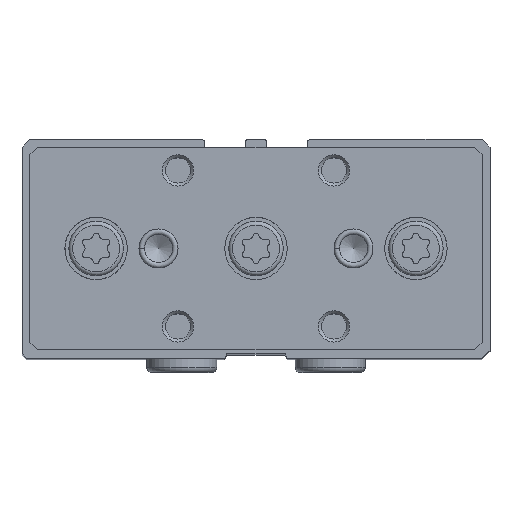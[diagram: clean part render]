
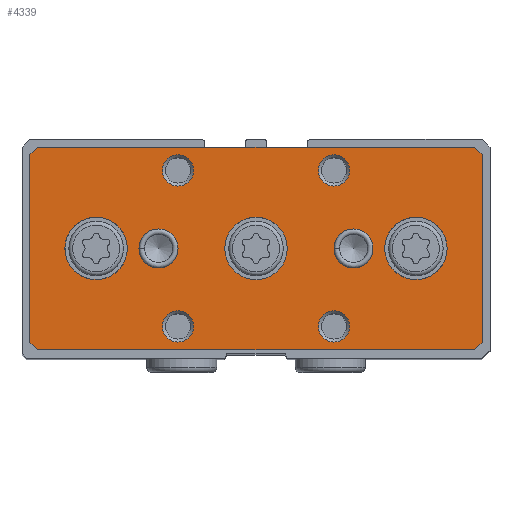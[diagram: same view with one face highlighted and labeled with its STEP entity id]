
A CAD part, top view. The second image highlights one B-rep face of the part: STEP entity #4339.
In plain terms, the highlighted face is planar.
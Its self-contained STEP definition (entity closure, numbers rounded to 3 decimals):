
#193=PLANE('',#4816);
#367=CIRCLE('',#4817,4.);
#368=CIRCLE('',#4818,4.);
#369=CIRCLE('',#4819,4.);
#370=CIRCLE('',#4820,2.5);
#371=CIRCLE('',#4821,2.5);
#372=CIRCLE('',#4822,2.);
#373=CIRCLE('',#4823,2.);
#374=CIRCLE('',#4824,2.);
#375=CIRCLE('',#4825,2.);
#663=LINE('',#7358,#905);
#664=LINE('',#7361,#906);
#665=LINE('',#7363,#907);
#666=LINE('',#7365,#908);
#667=LINE('',#7367,#909);
#668=LINE('',#7369,#910);
#669=LINE('',#7371,#911);
#670=LINE('',#7373,#912);
#905=VECTOR('',#5843,1000.);
#906=VECTOR('',#5844,1000.);
#907=VECTOR('',#5845,1000.);
#908=VECTOR('',#5846,1000.);
#909=VECTOR('',#5847,1000.);
#910=VECTOR('',#5848,1000.);
#911=VECTOR('',#5849,1000.);
#912=VECTOR('',#5850,1000.);
#1617=ORIENTED_EDGE('',*,*,#2448,.F.);
#1618=ORIENTED_EDGE('',*,*,#2449,.F.);
#1619=ORIENTED_EDGE('',*,*,#2450,.F.);
#1620=ORIENTED_EDGE('',*,*,#2451,.F.);
#1621=ORIENTED_EDGE('',*,*,#2452,.F.);
#1622=ORIENTED_EDGE('',*,*,#2453,.F.);
#1623=ORIENTED_EDGE('',*,*,#2454,.F.);
#1624=ORIENTED_EDGE('',*,*,#2455,.F.);
#1625=ORIENTED_EDGE('',*,*,#2456,.F.);
#1626=ORIENTED_EDGE('',*,*,#2457,.T.);
#1627=ORIENTED_EDGE('',*,*,#2458,.T.);
#1628=ORIENTED_EDGE('',*,*,#2459,.T.);
#1629=ORIENTED_EDGE('',*,*,#2460,.T.);
#1630=ORIENTED_EDGE('',*,*,#2461,.T.);
#1631=ORIENTED_EDGE('',*,*,#2462,.T.);
#1632=ORIENTED_EDGE('',*,*,#2463,.T.);
#1633=ORIENTED_EDGE('',*,*,#2464,.T.);
#2448=EDGE_CURVE('',#2948,#2948,#367,.T.);
#2449=EDGE_CURVE('',#2949,#2949,#368,.T.);
#2450=EDGE_CURVE('',#2950,#2950,#369,.T.);
#2451=EDGE_CURVE('',#2951,#2951,#370,.T.);
#2452=EDGE_CURVE('',#2952,#2952,#371,.T.);
#2453=EDGE_CURVE('',#2953,#2953,#372,.T.);
#2454=EDGE_CURVE('',#2954,#2954,#373,.T.);
#2455=EDGE_CURVE('',#2955,#2955,#374,.T.);
#2456=EDGE_CURVE('',#2956,#2956,#375,.T.);
#2457=EDGE_CURVE('',#2957,#2958,#663,.T.);
#2458=EDGE_CURVE('',#2958,#2959,#664,.T.);
#2459=EDGE_CURVE('',#2959,#2960,#665,.T.);
#2460=EDGE_CURVE('',#2960,#2961,#666,.T.);
#2461=EDGE_CURVE('',#2961,#2962,#667,.T.);
#2462=EDGE_CURVE('',#2962,#2963,#668,.T.);
#2463=EDGE_CURVE('',#2963,#2964,#669,.T.);
#2464=EDGE_CURVE('',#2964,#2957,#670,.T.);
#2948=VERTEX_POINT('',#7341);
#2949=VERTEX_POINT('',#7343);
#2950=VERTEX_POINT('',#7345);
#2951=VERTEX_POINT('',#7347);
#2952=VERTEX_POINT('',#7349);
#2953=VERTEX_POINT('',#7351);
#2954=VERTEX_POINT('',#7353);
#2955=VERTEX_POINT('',#7355);
#2956=VERTEX_POINT('',#7357);
#2957=VERTEX_POINT('',#7359);
#2958=VERTEX_POINT('',#7360);
#2959=VERTEX_POINT('',#7362);
#2960=VERTEX_POINT('',#7364);
#2961=VERTEX_POINT('',#7366);
#2962=VERTEX_POINT('',#7368);
#2963=VERTEX_POINT('',#7370);
#2964=VERTEX_POINT('',#7372);
#3419=EDGE_LOOP('',(#1617));
#3420=EDGE_LOOP('',(#1618));
#3421=EDGE_LOOP('',(#1619));
#3422=EDGE_LOOP('',(#1620));
#3423=EDGE_LOOP('',(#1621));
#3424=EDGE_LOOP('',(#1622));
#3425=EDGE_LOOP('',(#1623));
#3426=EDGE_LOOP('',(#1624));
#3427=EDGE_LOOP('',(#1625));
#3428=EDGE_LOOP('',(#1626,#1627,#1628,#1629,#1630,#1631,#1632,#1633));
#3860=FACE_BOUND('',#3419,.T.);
#3861=FACE_BOUND('',#3420,.T.);
#3862=FACE_BOUND('',#3421,.T.);
#3863=FACE_BOUND('',#3422,.T.);
#3864=FACE_BOUND('',#3423,.T.);
#3865=FACE_BOUND('',#3424,.T.);
#3866=FACE_BOUND('',#3425,.T.);
#3867=FACE_BOUND('',#3426,.T.);
#3868=FACE_BOUND('',#3427,.T.);
#3869=FACE_BOUND('',#3428,.T.);
#4339=ADVANCED_FACE('',(#3860,#3861,#3862,#3863,#3864,#3865,#3866,#3867,
#3868,#3869),#193,.T.);
#4816=AXIS2_PLACEMENT_3D('',#7339,#5823,#5824);
#4817=AXIS2_PLACEMENT_3D('',#7340,#5825,#5826);
#4818=AXIS2_PLACEMENT_3D('',#7342,#5827,#5828);
#4819=AXIS2_PLACEMENT_3D('',#7344,#5829,#5830);
#4820=AXIS2_PLACEMENT_3D('',#7346,#5831,#5832);
#4821=AXIS2_PLACEMENT_3D('',#7348,#5833,#5834);
#4822=AXIS2_PLACEMENT_3D('',#7350,#5835,#5836);
#4823=AXIS2_PLACEMENT_3D('',#7352,#5837,#5838);
#4824=AXIS2_PLACEMENT_3D('',#7354,#5839,#5840);
#4825=AXIS2_PLACEMENT_3D('',#7356,#5841,#5842);
#5823=DIRECTION('',(1.,0.,0.));
#5824=DIRECTION('',(0.,0.,-1.));
#5825=DIRECTION('',(1.,0.,0.));
#5826=DIRECTION('',(0.,0.,-1.));
#5827=DIRECTION('',(1.,0.,0.));
#5828=DIRECTION('',(0.,0.,-1.));
#5829=DIRECTION('',(1.,0.,0.));
#5830=DIRECTION('',(0.,0.,-1.));
#5831=DIRECTION('',(1.,0.,0.));
#5832=DIRECTION('',(0.,0.,-1.));
#5833=DIRECTION('',(1.,0.,0.));
#5834=DIRECTION('',(0.,0.,-1.));
#5835=DIRECTION('',(1.,0.,0.));
#5836=DIRECTION('',(0.,0.,-1.));
#5837=DIRECTION('',(1.,0.,0.));
#5838=DIRECTION('',(0.,0.,-1.));
#5839=DIRECTION('',(1.,0.,0.));
#5840=DIRECTION('',(0.,0.,-1.));
#5841=DIRECTION('',(1.,0.,0.));
#5842=DIRECTION('',(0.,0.,-1.));
#5843=DIRECTION('',(0.,-1.,0.));
#5844=DIRECTION('',(0.,-0.707,-0.707));
#5845=DIRECTION('',(0.,0.,-1.));
#5846=DIRECTION('',(0.,0.707,-0.707));
#5847=DIRECTION('',(0.,1.,0.));
#5848=DIRECTION('',(0.,0.707,0.707));
#5849=DIRECTION('',(0.,0.,1.));
#5850=DIRECTION('',(0.,-0.707,0.707));
#7339=CARTESIAN_POINT('',(13.,0.,0.));
#7340=CARTESIAN_POINT('',(13.,0.,20.5));
#7341=CARTESIAN_POINT('',(13.,0.,16.5));
#7342=CARTESIAN_POINT('',(13.,0.,-20.5));
#7343=CARTESIAN_POINT('',(13.,0.,-24.5));
#7344=CARTESIAN_POINT('',(13.,0.,0.));
#7345=CARTESIAN_POINT('',(13.,0.,-4.));
#7346=CARTESIAN_POINT('',(13.,0.,12.5));
#7347=CARTESIAN_POINT('',(13.,0.,10.));
#7348=CARTESIAN_POINT('',(13.,0.,-12.5));
#7349=CARTESIAN_POINT('',(13.,0.,-15.));
#7350=CARTESIAN_POINT('',(13.,-10.,10.));
#7351=CARTESIAN_POINT('',(13.,-10.,8.));
#7352=CARTESIAN_POINT('',(13.,-10.,-10.));
#7353=CARTESIAN_POINT('',(13.,-10.,-12.));
#7354=CARTESIAN_POINT('',(13.,10.,10.));
#7355=CARTESIAN_POINT('',(13.,10.,8.));
#7356=CARTESIAN_POINT('',(13.,10.,-10.));
#7357=CARTESIAN_POINT('',(13.,10.,-12.));
#7358=CARTESIAN_POINT('',(13.,12.,29.));
#7359=CARTESIAN_POINT('',(13.,12.,29.));
#7360=CARTESIAN_POINT('',(13.,-12.,29.));
#7361=CARTESIAN_POINT('',(13.,-12.,29.));
#7362=CARTESIAN_POINT('',(13.,-13.,28.));
#7363=CARTESIAN_POINT('',(13.,-13.,28.));
#7364=CARTESIAN_POINT('',(13.,-13.,-28.));
#7365=CARTESIAN_POINT('',(13.,-13.,-28.));
#7366=CARTESIAN_POINT('',(13.,-12.,-29.));
#7367=CARTESIAN_POINT('',(13.,-12.,-29.));
#7368=CARTESIAN_POINT('',(13.,12.,-29.));
#7369=CARTESIAN_POINT('',(13.,12.,-29.));
#7370=CARTESIAN_POINT('',(13.,13.,-28.));
#7371=CARTESIAN_POINT('',(13.,13.,-28.));
#7372=CARTESIAN_POINT('',(13.,13.,28.));
#7373=CARTESIAN_POINT('',(13.,13.,28.));
